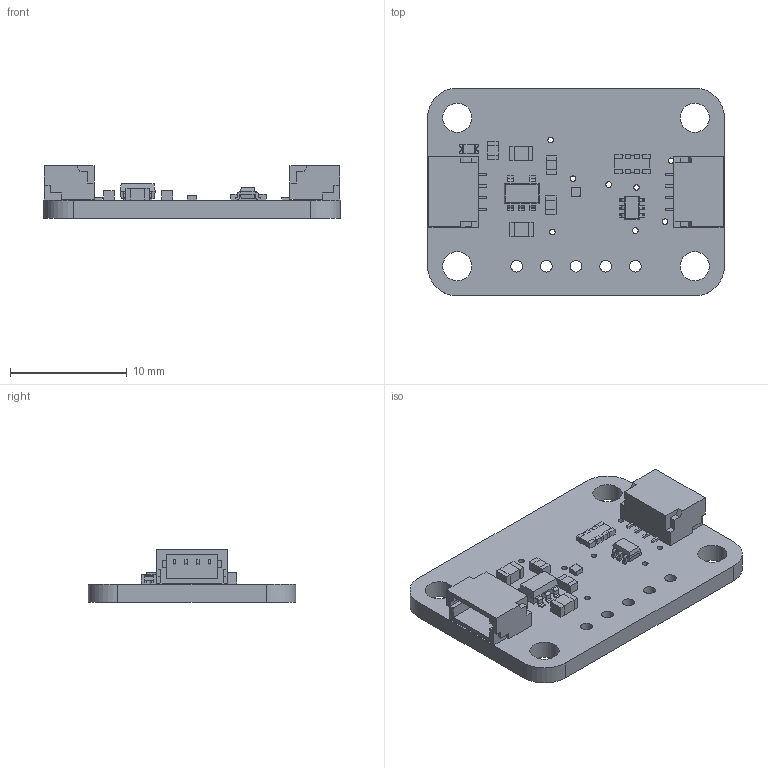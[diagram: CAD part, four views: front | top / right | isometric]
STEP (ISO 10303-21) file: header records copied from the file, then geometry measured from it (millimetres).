
FILE_DESCRIPTION(/* description */ (''),/* implementation_level */ '2;1');
FILE_NAME(/* name */ 'PCB Component.step',/* time_stamp */ '2025-04-25T14:31:15-04:00',/* author */ (''),/* organization */ (''),/* preprocessor_version */ 'ST-DEVELOPER v20.1',/* originating_system */ 'Autodesk Translation Framework v14.4.0.0',/* authorisation */ '');
FILE_SCHEMA (('AUTOMOTIVE_DESIGN { 1 0 10303 214 3 1 1 }'));
Length unit declared in the file: millimetre
Products named in the file (10): PCB Component; Board; 10uF; AP2112K-3.3; 1uF; 10K; BSS138; STEMMA_I2C_QT; GREEN; MMC56X3
Assembly tree (13 placements, depth 2):
  PCB Component
    Board
    10uF  x2
    AP2112K-3.3
    1uF  x3
    10K
    BSS138
    STEMMA_I2C_QT  x2
    GREEN
    MMC56X3
Bounding box: 25.4 x 17.78 x 4.53 mm (x, y, z)
Volume: 769.3 mm3; surface area: 1511.3 mm2
Topology: 23 solids, 23 shells, 599 faces, 1595 edges, 1048 vertices
Faces by surface type: plane 518, cylinder 73, bspline 4, sphere 4
Full cylindrical faces by diameter (mm): 0.07 x2, 0.483 x10, 1 x5, 2.5 x4
Entity records: 15199 total; most frequent: CARTESIAN_POINT 2608, ORIENTED_EDGE 2470, DIRECTION 2371, EDGE_CURVE 1235, LINE 1073, VECTOR 1073, VERTEX_POINT 814, AXIS2_PLACEMENT_3D 649
